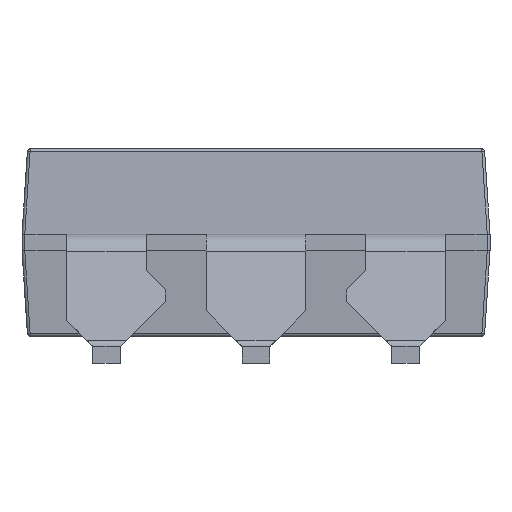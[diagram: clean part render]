
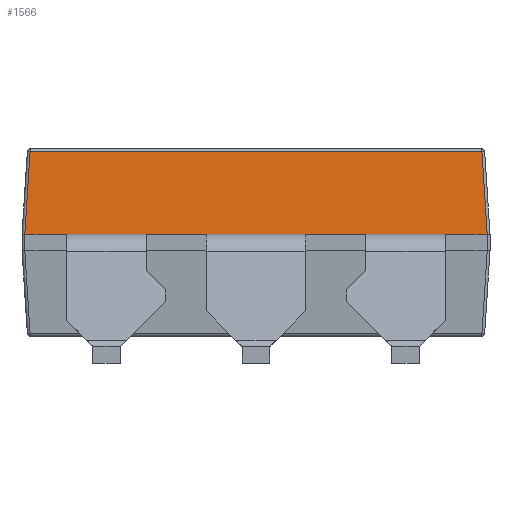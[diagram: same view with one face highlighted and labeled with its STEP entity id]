
A CAD part, left-side view. The second image highlights one B-rep face of the part: STEP entity #1566.
In plain terms, the highlighted planar face has unit normal (-0.998, 0, 0.064).
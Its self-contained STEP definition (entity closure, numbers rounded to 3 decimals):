
#83 = CARTESIAN_POINT ( 'NONE',  ( -3.1, 0., 3.45 ) ) ;
#93 = CARTESIAN_POINT ( 'NONE',  ( -3.103, 4.103, 3.403 ) ) ;
#103 = EDGE_CURVE ( 'NONE', #8185, #3744, #6692, .T. ) ;
#179 = VECTOR ( 'NONE', #18149, 1000. ) ;
#267 = ORIENTED_EDGE ( 'NONE', *, *, #18543, .T. ) ;
#476 = DIRECTION ( 'NONE',  ( 0., 1., 0. ) ) ;
#783 = CARTESIAN_POINT ( 'NONE',  ( -3.2, 4.2, 1.9 ) ) ;
#961 = LINE ( 'NONE', #22908, #21883 ) ;
#1035 = VERTEX_POINT ( 'NONE', #783 ) ;
#1294 = LINE ( 'NONE', #20992, #14891 ) ;
#1476 = LINE ( 'NONE', #11050, #11024 ) ;
#1566 = ADVANCED_FACE ( 'NONE', ( #19384 ), #7400, .T. ) ;
#1788 = EDGE_CURVE ( 'NONE', #4618, #14215, #9679, .T. ) ;
#2091 = CARTESIAN_POINT ( 'NONE',  ( -3.083, -4.083, 3.712 ) ) ;
#2204 = DIRECTION ( 'NONE',  ( 0., 1., 0. ) ) ;
#2720 = ORIENTED_EDGE ( 'NONE', *, *, #14010, .T. ) ;
#2725 = VERTEX_POINT ( 'NONE', #93 ) ;
#3149 = DIRECTION ( 'NONE',  ( 0., 1., 0. ) ) ;
#3744 = VERTEX_POINT ( 'NONE', #11181 ) ;
#4120 = VERTEX_POINT ( 'NONE', #16405 ) ;
#4351 = ORIENTED_EDGE ( 'NONE', *, *, #18027, .T. ) ;
#4618 = VERTEX_POINT ( 'NONE', #6456 ) ;
#4624 = EDGE_CURVE ( 'NONE', #20414, #8185, #1476, .T. ) ;
#5274 = ORIENTED_EDGE ( 'NONE', *, *, #17451, .F. ) ;
#5474 = CARTESIAN_POINT ( 'NONE',  ( -3.2, -4.2, 1.9 ) ) ;
#5477 = EDGE_CURVE ( 'NONE', #4120, #20414, #961, .T. ) ;
#6009 = DIRECTION ( 'NONE',  ( 0., 1., 0. ) ) ;
#6199 = CARTESIAN_POINT ( 'NONE',  ( -3.083, 4.083, 3.712 ) ) ;
#6290 = VECTOR ( 'NONE', #12716, 1000. ) ;
#6456 = CARTESIAN_POINT ( 'NONE',  ( -3.2, -3.44, 1.9 ) ) ;
#6692 = LINE ( 'NONE', #14635, #6290 ) ;
#7192 = CARTESIAN_POINT ( 'NONE',  ( -3.2, -1.99, 1.9 ) ) ;
#7400 = PLANE ( 'NONE',  #19281 ) ;
#7682 = LINE ( 'NONE', #9533, #24261 ) ;
#8150 = LINE ( 'NONE', #6199, #9099 ) ;
#8185 = VERTEX_POINT ( 'NONE', #15683 ) ;
#8558 = DIRECTION ( 'NONE',  ( 0., 1., 0. ) ) ;
#8940 = DIRECTION ( 'NONE',  ( 0., 1., 0. ) ) ;
#9099 = VECTOR ( 'NONE', #22090, 1000. ) ;
#9396 = VECTOR ( 'NONE', #8558, 1000. ) ;
#9533 = CARTESIAN_POINT ( 'NONE',  ( -3.2, 4.25, 1.9 ) ) ;
#9679 = LINE ( 'NONE', #23651, #13082 ) ;
#9956 = CARTESIAN_POINT ( 'NONE',  ( -3.2, 4.25, 1.9 ) ) ;
#10275 = CARTESIAN_POINT ( 'NONE',  ( -3.103, 0., 3.403 ) ) ;
#10306 = VECTOR ( 'NONE', #476, 1000. ) ;
#10412 = LINE ( 'NONE', #10275, #10306 ) ;
#10588 = EDGE_CURVE ( 'NONE', #3744, #1035, #21673, .T. ) ;
#10608 = VERTEX_POINT ( 'NONE', #15908 ) ;
#11024 = VECTOR ( 'NONE', #25348, 1000. ) ;
#11050 = CARTESIAN_POINT ( 'NONE',  ( -3.2, 4.25, 1.9 ) ) ;
#11181 = CARTESIAN_POINT ( 'NONE',  ( -3.2, 4.2, 1.9 ) ) ;
#11307 = LINE ( 'NONE', #2091, #17430 ) ;
#11853 = EDGE_CURVE ( 'NONE', #10608, #4120, #7682, .T. ) ;
#12716 = DIRECTION ( 'NONE',  ( 0., 1., 0. ) ) ;
#13082 = VECTOR ( 'NONE', #2204, 1000. ) ;
#13084 = ORIENTED_EDGE ( 'NONE', *, *, #16127, .F. ) ;
#13514 = CARTESIAN_POINT ( 'NONE',  ( -3.2, -4.2, 1.9 ) ) ;
#14010 = EDGE_CURVE ( 'NONE', #18401, #21367, #11307, .T. ) ;
#14042 = LINE ( 'NONE', #24971, #9396 ) ;
#14215 = VERTEX_POINT ( 'NONE', #7192 ) ;
#14635 = CARTESIAN_POINT ( 'NONE',  ( -3.2, 4.25, 1.9 ) ) ;
#14810 = EDGE_CURVE ( 'NONE', #18401, #22559, #24145, .T. ) ;
#14891 = VECTOR ( 'NONE', #3149, 1000. ) ;
#15683 = CARTESIAN_POINT ( 'NONE',  ( -3.2, 3.44, 1.9 ) ) ;
#15908 = CARTESIAN_POINT ( 'NONE',  ( -3.2, -0.9, 1.9 ) ) ;
#16105 = DIRECTION ( 'NONE',  ( -0.998, 0., 0.064 ) ) ;
#16127 = EDGE_CURVE ( 'NONE', #22559, #4618, #14042, .T. ) ;
#16405 = CARTESIAN_POINT ( 'NONE',  ( -3.2, 0.9, 1.9 ) ) ;
#16687 = VECTOR ( 'NONE', #6009, 1000. ) ;
#17142 = EDGE_LOOP ( 'NONE', ( #267, #4351, #23200, #17680, #20191, #23832, #22022, #5274, #22510, #13084, #25453, #2720 ) ) ;
#17430 = VECTOR ( 'NONE', #25717, 1000. ) ;
#17451 = EDGE_CURVE ( 'NONE', #14215, #10608, #1294, .T. ) ;
#17497 = CARTESIAN_POINT ( 'NONE',  ( -3.2, 4.25, 1.9 ) ) ;
#17680 = ORIENTED_EDGE ( 'NONE', *, *, #103, .F. ) ;
#18027 = EDGE_CURVE ( 'NONE', #2725, #1035, #8150, .T. ) ;
#18149 = DIRECTION ( 'NONE',  ( 0., 1., 0. ) ) ;
#18401 = VERTEX_POINT ( 'NONE', #5474 ) ;
#18543 = EDGE_CURVE ( 'NONE', #21367, #2725, #10412, .T. ) ;
#19281 = AXIS2_PLACEMENT_3D ( 'NONE', #83, #16105, #24464 ) ;
#19384 = FACE_OUTER_BOUND ( 'NONE', #17142, .T. ) ;
#20191 = ORIENTED_EDGE ( 'NONE', *, *, #4624, .F. ) ;
#20414 = VERTEX_POINT ( 'NONE', #23686 ) ;
#20992 = CARTESIAN_POINT ( 'NONE',  ( -3.2, 4.25, 1.9 ) ) ;
#21367 = VERTEX_POINT ( 'NONE', #21556 ) ;
#21517 = DIRECTION ( 'NONE',  ( 0., 1., 0. ) ) ;
#21556 = CARTESIAN_POINT ( 'NONE',  ( -3.103, -4.103, 3.403 ) ) ;
#21673 = LINE ( 'NONE', #17497, #16687 ) ;
#21883 = VECTOR ( 'NONE', #8940, 1000. ) ;
#22022 = ORIENTED_EDGE ( 'NONE', *, *, #11853, .F. ) ;
#22090 = DIRECTION ( 'NONE',  ( -0.064, 0.064, -0.996 ) ) ;
#22510 = ORIENTED_EDGE ( 'NONE', *, *, #1788, .F. ) ;
#22559 = VERTEX_POINT ( 'NONE', #13514 ) ;
#22908 = CARTESIAN_POINT ( 'NONE',  ( -3.2, 4.25, 1.9 ) ) ;
#23200 = ORIENTED_EDGE ( 'NONE', *, *, #10588, .F. ) ;
#23651 = CARTESIAN_POINT ( 'NONE',  ( -3.2, 4.25, 1.9 ) ) ;
#23686 = CARTESIAN_POINT ( 'NONE',  ( -3.2, 1.99, 1.9 ) ) ;
#23832 = ORIENTED_EDGE ( 'NONE', *, *, #5477, .F. ) ;
#24145 = LINE ( 'NONE', #9956, #179 ) ;
#24261 = VECTOR ( 'NONE', #21517, 1000. ) ;
#24464 = DIRECTION ( 'NONE',  ( 0., 1., 0. ) ) ;
#24971 = CARTESIAN_POINT ( 'NONE',  ( -3.2, 4.25, 1.9 ) ) ;
#25348 = DIRECTION ( 'NONE',  ( 0., 1., 0. ) ) ;
#25453 = ORIENTED_EDGE ( 'NONE', *, *, #14810, .F. ) ;
#25717 = DIRECTION ( 'NONE',  ( 0.064, 0.064, 0.996 ) ) ;
